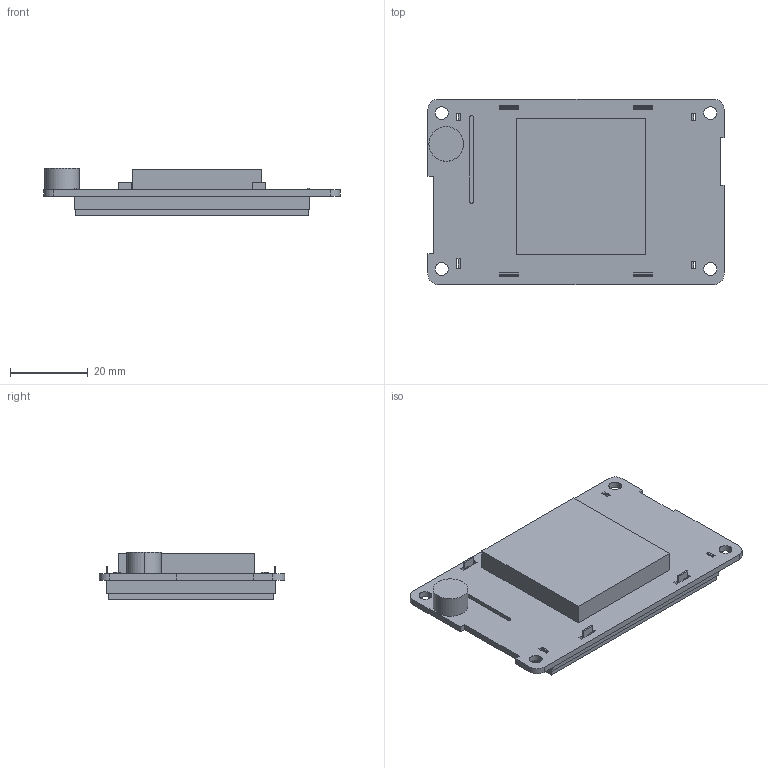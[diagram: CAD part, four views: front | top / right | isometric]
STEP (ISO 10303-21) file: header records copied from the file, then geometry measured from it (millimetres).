
FILE_DESCRIPTION((''),'2;1');
FILE_NAME('DMG32240C024-03WN_WTR','2019-08-15T',('Administrator'),(''),'PRO/ENGINEER BY PARAMETRIC TECHNOLOGY CORPORATION, 2008380','PRO/ENGINEER BY PARAMETRIC TECHNOLOGY CORPORATION, 2008380','');
FILE_SCHEMA(('CONFIG_CONTROL_DESIGN'));
Length unit declared in the file: millimetre
Products named in the file (1): DMG32240C024-03WN_WTR
Bounding box: 76.2 x 47.75 x 12.1 mm (x, y, z)
Volume: 22534.3 mm3; surface area: 19790.9 mm2
Topology: 1 solids, 2 shells, 148 faces, 6670 edges, 10619 vertices
Faces by surface type: plane 132, cylinder 16
Entity records: 38293 total; most frequent: DIRECTION 9124, CARTESIAN_POINT 7111, TRIMMED_CURVE 6216, VECTOR 4514, LINE 4514, AXIS2_PLACEMENT_3D 2305, CIRCLE 2156, ORIENTED_EDGE 908
